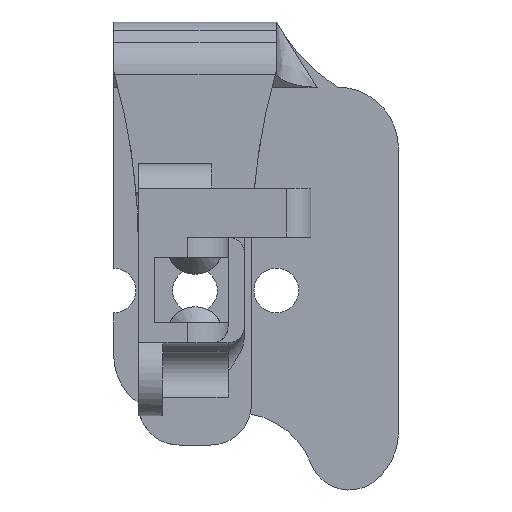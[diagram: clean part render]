
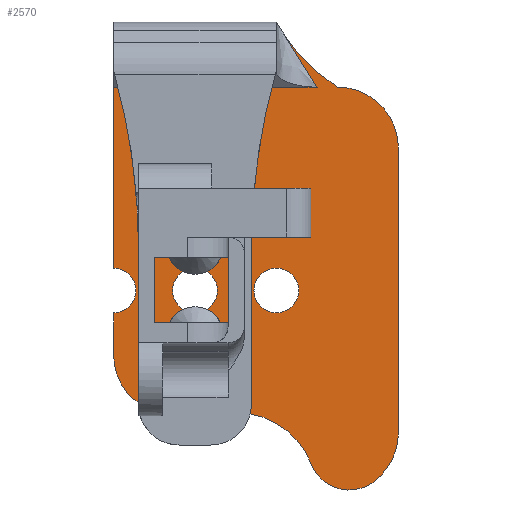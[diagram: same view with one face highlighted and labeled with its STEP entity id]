
A CAD part, front view. The second image highlights one B-rep face of the part: STEP entity #2570.
In plain terms, the highlighted planar face has unit normal (0, -1, 0).
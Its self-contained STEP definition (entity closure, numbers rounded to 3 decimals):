
#75=FACE_BOUND('',#456,.T.);
#76=FACE_BOUND('',#457,.T.);
#77=FACE_BOUND('',#458,.T.);
#78=FACE_BOUND('',#459,.T.);
#146=PLANE('',#2818);
#312=FACE_OUTER_BOUND('',#455,.T.);
#455=EDGE_LOOP('',(#2316,#2317,#2318,#2319,#2320,#2321,#2322,#2323,#2324,
#2325,#2326,#2327,#2328));
#456=EDGE_LOOP('',(#2329));
#457=EDGE_LOOP('',(#2330));
#458=EDGE_LOOP('',(#2331));
#459=EDGE_LOOP('',(#2332));
#671=LINE('',#4431,#895);
#674=LINE('',#4437,#898);
#675=LINE('',#4445,#899);
#676=LINE('',#4451,#900);
#677=LINE('',#4453,#901);
#678=LINE('',#4455,#902);
#895=VECTOR('',#3462,10.);
#898=VECTOR('',#3467,10.);
#899=VECTOR('',#3474,10.);
#900=VECTOR('',#3479,10.);
#901=VECTOR('',#3480,10.);
#902=VECTOR('',#3481,10.);
#1040=CIRCLE('',#2816,7.);
#1041=CIRCLE('',#2819,10.);
#1042=CIRCLE('',#2820,5.);
#1043=CIRCLE('',#2821,7.5);
#1044=CIRCLE('',#2822,7.5);
#1045=CIRCLE('',#2823,21.5);
#1046=CIRCLE('',#2824,2.75);
#1047=CIRCLE('',#2825,2.75);
#1048=CIRCLE('',#2826,2.75);
#1049=CIRCLE('',#2827,2.75);
#1050=CIRCLE('',#2828,2.75);
#1267=VERTEX_POINT('',#4424);
#1268=VERTEX_POINT('',#4426);
#1269=VERTEX_POINT('',#4430);
#1271=VERTEX_POINT('',#4436);
#1272=VERTEX_POINT('',#4438);
#1273=VERTEX_POINT('',#4440);
#1274=VERTEX_POINT('',#4442);
#1275=VERTEX_POINT('',#4444);
#1276=VERTEX_POINT('',#4446);
#1277=VERTEX_POINT('',#4448);
#1278=VERTEX_POINT('',#4450);
#1279=VERTEX_POINT('',#4452);
#1280=VERTEX_POINT('',#4454);
#1281=VERTEX_POINT('',#4457);
#1282=VERTEX_POINT('',#4459);
#1283=VERTEX_POINT('',#4461);
#1284=VERTEX_POINT('',#4463);
#1623=EDGE_CURVE('',#1267,#1268,#1040,.T.);
#1625=EDGE_CURVE('',#1269,#1268,#671,.T.);
#1628=EDGE_CURVE('',#1267,#1271,#674,.T.);
#1629=EDGE_CURVE('',#1272,#1271,#1041,.T.);
#1630=EDGE_CURVE('',#1273,#1272,#1042,.T.);
#1631=EDGE_CURVE('',#1274,#1273,#1043,.T.);
#1632=EDGE_CURVE('',#1274,#1275,#675,.T.);
#1633=EDGE_CURVE('',#1276,#1275,#1044,.T.);
#1634=EDGE_CURVE('',#1277,#1276,#1045,.T.);
#1635=EDGE_CURVE('',#1277,#1278,#676,.T.);
#1636=EDGE_CURVE('',#1278,#1279,#677,.T.);
#1637=EDGE_CURVE('',#1279,#1280,#678,.T.);
#1638=EDGE_CURVE('',#1269,#1280,#1046,.T.);
#1639=EDGE_CURVE('',#1281,#1281,#1047,.T.);
#1640=EDGE_CURVE('',#1282,#1282,#1048,.T.);
#1641=EDGE_CURVE('',#1283,#1283,#1049,.T.);
#1642=EDGE_CURVE('',#1284,#1284,#1050,.T.);
#2316=ORIENTED_EDGE('',*,*,#1623,.F.);
#2317=ORIENTED_EDGE('',*,*,#1628,.T.);
#2318=ORIENTED_EDGE('',*,*,#1629,.F.);
#2319=ORIENTED_EDGE('',*,*,#1630,.F.);
#2320=ORIENTED_EDGE('',*,*,#1631,.F.);
#2321=ORIENTED_EDGE('',*,*,#1632,.T.);
#2322=ORIENTED_EDGE('',*,*,#1633,.F.);
#2323=ORIENTED_EDGE('',*,*,#1634,.F.);
#2324=ORIENTED_EDGE('',*,*,#1635,.T.);
#2325=ORIENTED_EDGE('',*,*,#1636,.T.);
#2326=ORIENTED_EDGE('',*,*,#1637,.T.);
#2327=ORIENTED_EDGE('',*,*,#1638,.F.);
#2328=ORIENTED_EDGE('',*,*,#1625,.T.);
#2329=ORIENTED_EDGE('',*,*,#1639,.F.);
#2330=ORIENTED_EDGE('',*,*,#1640,.F.);
#2331=ORIENTED_EDGE('',*,*,#1641,.F.);
#2332=ORIENTED_EDGE('',*,*,#1642,.F.);
#2570=ADVANCED_FACE('',(#312,#75,#76,#77,#78),#146,.F.);
#2816=AXIS2_PLACEMENT_3D('',#4427,#3457,#3458);
#2818=AXIS2_PLACEMENT_3D('',#4435,#3465,#3466);
#2819=AXIS2_PLACEMENT_3D('',#4439,#3468,#3469);
#2820=AXIS2_PLACEMENT_3D('',#4441,#3470,#3471);
#2821=AXIS2_PLACEMENT_3D('',#4443,#3472,#3473);
#2822=AXIS2_PLACEMENT_3D('',#4447,#3475,#3476);
#2823=AXIS2_PLACEMENT_3D('',#4449,#3477,#3478);
#2824=AXIS2_PLACEMENT_3D('',#4456,#3482,#3483);
#2825=AXIS2_PLACEMENT_3D('',#4458,#3484,#3485);
#2826=AXIS2_PLACEMENT_3D('',#4460,#3486,#3487);
#2827=AXIS2_PLACEMENT_3D('',#4462,#3488,#3489);
#2828=AXIS2_PLACEMENT_3D('',#4464,#3490,#3491);
#3457=DIRECTION('center_axis',(0.,1.,0.));
#3458=DIRECTION('ref_axis',(-0.707,0.,-0.707));
#3462=DIRECTION('',(0.,0.,-1.));
#3465=DIRECTION('center_axis',(0.,1.,0.));
#3466=DIRECTION('ref_axis',(1.,0.,0.));
#3467=DIRECTION('',(1.,0.,0.));
#3468=DIRECTION('center_axis',(0.,-1.,0.));
#3469=DIRECTION('ref_axis',(0.707,0.,0.707));
#3470=DIRECTION('center_axis',(0.,1.,0.));
#3471=DIRECTION('ref_axis',(-0.586,0.,0.81));
#3472=DIRECTION('center_axis',(0.,1.,0.));
#3473=DIRECTION('ref_axis',(1.,0.,0.));
#3474=DIRECTION('',(0.,0.,1.));
#3475=DIRECTION('center_axis',(0.,1.,0.));
#3476=DIRECTION('ref_axis',(1.,0.,0.));
#3477=DIRECTION('center_axis',(0.,-1.,0.));
#3478=DIRECTION('ref_axis',(-0.535,0.,-0.845));
#3479=DIRECTION('',(0.53,0.,-0.848));
#3480=DIRECTION('',(-1.,0.,0.));
#3481=DIRECTION('',(0.,0.,-1.));
#3482=DIRECTION('center_axis',(0.,-1.,0.));
#3483=DIRECTION('ref_axis',(1.,0.,0.));
#3484=DIRECTION('center_axis',(0.,-1.,0.));
#3485=DIRECTION('ref_axis',(1.,0.,0.));
#3486=DIRECTION('center_axis',(0.,-1.,0.));
#3487=DIRECTION('ref_axis',(1.,0.,0.));
#3488=DIRECTION('center_axis',(0.,-1.,0.));
#3489=DIRECTION('ref_axis',(1.,0.,0.));
#3490=DIRECTION('center_axis',(0.,-1.,0.));
#3491=DIRECTION('ref_axis',(1.,0.,0.));
#4424=CARTESIAN_POINT('',(22.,0.,10.));
#4426=CARTESIAN_POINT('',(15.,0.,17.));
#4427=CARTESIAN_POINT('Origin',(22.,0.,17.));
#4430=CARTESIAN_POINT('',(15.,0.,22.25));
#4431=CARTESIAN_POINT('',(15.,0.,23.625));
#4435=CARTESIAN_POINT('Origin',(25.,0.,25.));
#4436=CARTESIAN_POINT('',(30.,0.,10.));
#4437=CARTESIAN_POINT('',(20.,0.,10.));
#4438=CARTESIAN_POINT('',(39.31,0.,3.65));
#4439=CARTESIAN_POINT('Origin',(30.,0.,0.));
#4440=CARTESIAN_POINT('',(46.895,0.,1.423));
#4441=CARTESIAN_POINT('Origin',(43.965,0.,5.474));
#4442=CARTESIAN_POINT('',(50.,0.,7.5));
#4443=CARTESIAN_POINT('Origin',(42.5,0.,7.5));
#4444=CARTESIAN_POINT('',(50.,0.,42.5));
#4445=CARTESIAN_POINT('',(50.,0.,0.));
#4446=CARTESIAN_POINT('',(42.5,0.,50.));
#4447=CARTESIAN_POINT('Origin',(42.5,0.,42.5));
#4448=CARTESIAN_POINT('',(35.768,0.,56.771));
#4449=CARTESIAN_POINT('Origin',(54.,0.,68.166));
#4450=CARTESIAN_POINT('',(40.,0.,50.));
#4451=CARTESIAN_POINT('',(35.,0.,58.));
#4452=CARTESIAN_POINT('',(15.,0.,50.));
#4453=CARTESIAN_POINT('',(22.5,0.,50.));
#4454=CARTESIAN_POINT('',(15.,0.,27.75));
#4455=CARTESIAN_POINT('',(15.,0.,37.5));
#4456=CARTESIAN_POINT('Origin',(15.,0.,25.));
#4457=CARTESIAN_POINT('',(22.25,0.,15.));
#4458=CARTESIAN_POINT('Origin',(25.,0.,15.));
#4459=CARTESIAN_POINT('',(32.25,0.,25.));
#4460=CARTESIAN_POINT('Origin',(35.,0.,25.));
#4461=CARTESIAN_POINT('',(22.25,0.,35.));
#4462=CARTESIAN_POINT('Origin',(25.,0.,35.));
#4463=CARTESIAN_POINT('',(22.25,0.,25.));
#4464=CARTESIAN_POINT('Origin',(25.,0.,25.));
